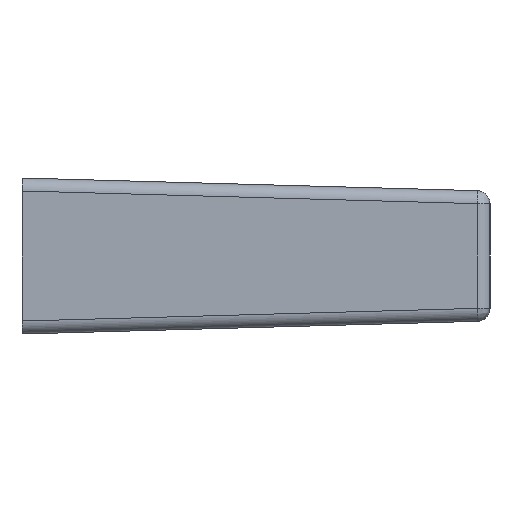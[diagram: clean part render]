
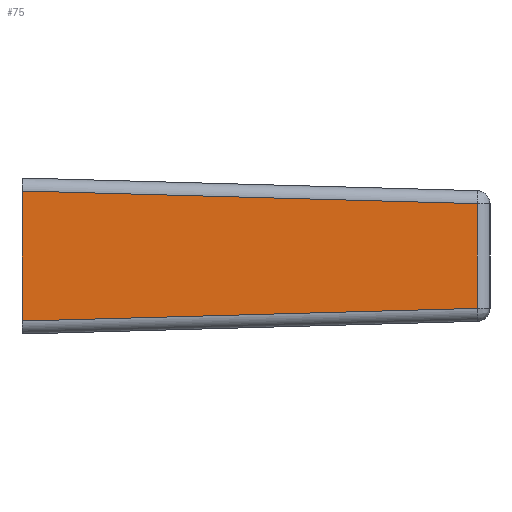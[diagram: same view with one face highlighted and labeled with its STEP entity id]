
A CAD part, left-side view. The second image highlights one B-rep face of the part: STEP entity #75.
In plain terms, the highlighted planar face has unit normal (-1, -0.028, 0).
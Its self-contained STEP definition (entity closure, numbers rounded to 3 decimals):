
#75=ADVANCED_FACE('',(#437),#436,.F.);
#436=PLANE('',#907);
#437=FACE_OUTER_BOUND('',#908,.T.);
#904=CARTESIAN_POINT('',(-68.93,-27.979,4.029));
#905=DIRECTION('',(1.,0.028,0.));
#906=DIRECTION('',(-0.028,1.,0.));
#907=AXIS2_PLACEMENT_3D('',#904,#905,#906);
#908=EDGE_LOOP('',(#1153,#1154,#1155,#1156));
#1153=ORIENTED_EDGE('',*,*,#1318,.T.);
#1154=ORIENTED_EDGE('',*,*,#1325,.T.);
#1155=ORIENTED_EDGE('',*,*,#1352,.T.);
#1156=ORIENTED_EDGE('',*,*,#1321,.T.);
#1318=EDGE_CURVE('',#1798,#1830,#1837,.T.);
#1321=EDGE_CURVE('',#1844,#1798,#1857,.T.);
#1325=EDGE_CURVE('',#1830,#1876,#1883,.T.);
#1352=EDGE_CURVE('',#1876,#1844,#2055,.T.);
#1798=VERTEX_POINT('',#2672);
#1830=VERTEX_POINT('',#2701);
#1837=LINE('',#2709,#2710);
#1844=VERTEX_POINT('',#2713);
#1857=LINE('',#2724,#2725);
#1876=VERTEX_POINT('',#2738);
#1883=LINE('',#2746,#2747);
#2055=LINE('',#2934,#2935);
#2672=CARTESIAN_POINT('',(-69.027,-24.476,6.002));
#2701=CARTESIAN_POINT('',(-69.027,-24.476,14.057));
#2709=CARTESIAN_POINT('',(-69.027,-24.476,6.002));
#2710=VECTOR('',#2711,8.055);
#2711=DIRECTION('',(0.,0.,1.));
#2713=CARTESIAN_POINT('',(-70.,10.552,5.029));
#2724=CARTESIAN_POINT('',(-70.,10.552,5.029));
#2725=VECTOR('',#2726,35.055);
#2726=DIRECTION('',(0.028,-0.999,0.028));
#2738=CARTESIAN_POINT('',(-70.,10.552,15.03));
#2746=CARTESIAN_POINT('',(-69.027,-24.476,14.057));
#2747=VECTOR('',#2748,35.055);
#2748=DIRECTION('',(-0.028,0.999,0.028));
#2934=CARTESIAN_POINT('',(-70.,10.552,15.03));
#2935=VECTOR('',#2936,10.001);
#2936=DIRECTION('',(0.,0.,-1.));
